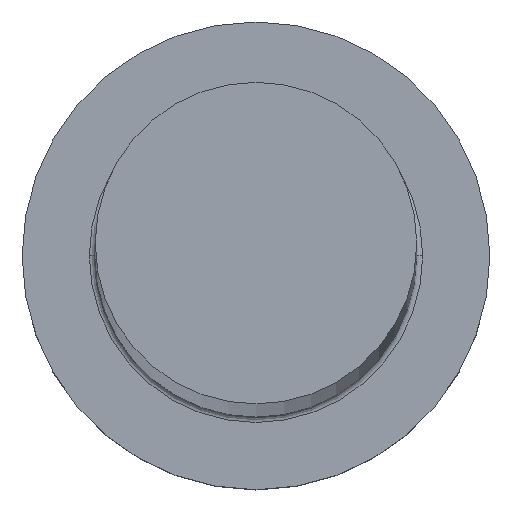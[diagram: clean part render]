
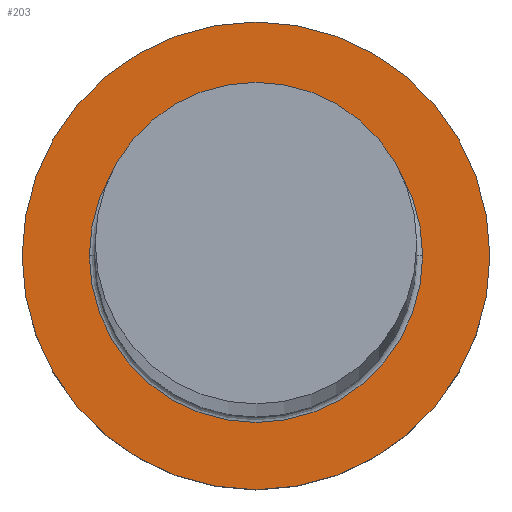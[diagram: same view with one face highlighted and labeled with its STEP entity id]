
A CAD part, top view. The second image highlights one B-rep face of the part: STEP entity #203.
In plain terms, the highlighted planar face has unit normal (0, 0, 1).
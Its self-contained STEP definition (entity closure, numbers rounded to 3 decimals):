
#10 = CARTESIAN_POINT ( 'NONE',  ( 0., 0., 5. ) ) ;
#12 = CARTESIAN_POINT ( 'NONE',  ( -5.7, 0., 5. ) ) ;
#16 = AXIS2_PLACEMENT_3D ( 'NONE', #272, #112, #247 ) ;
#18 = EDGE_LOOP ( 'NONE', ( #139, #284 ) ) ;
#25 = VERTEX_POINT ( 'NONE', #68 ) ;
#30 = AXIS2_PLACEMENT_3D ( 'NONE', #299, #301, #175 ) ;
#32 = FACE_OUTER_BOUND ( 'NONE', #18, .T. ) ;
#43 = VERTEX_POINT ( 'NONE', #132 ) ;
#52 = EDGE_CURVE ( 'NONE', #92, #113, #133, .T. ) ;
#68 = CARTESIAN_POINT ( 'NONE',  ( -8., 0., 5. ) ) ;
#70 = EDGE_CURVE ( 'NONE', #25, #43, #117, .T. ) ;
#83 = DIRECTION ( 'NONE',  ( 0., 0., 1. ) ) ;
#92 = VERTEX_POINT ( 'NONE', #226 ) ;
#94 = EDGE_CURVE ( 'NONE', #43, #25, #188, .T. ) ;
#97 = ORIENTED_EDGE ( 'NONE', *, *, #52, .T. ) ;
#112 = DIRECTION ( 'NONE',  ( 0., 0., -1. ) ) ;
#113 = VERTEX_POINT ( 'NONE', #12 ) ;
#117 = CIRCLE ( 'NONE', #30, 8. ) ;
#126 = CARTESIAN_POINT ( 'NONE',  ( 0., 0., 5. ) ) ;
#132 = CARTESIAN_POINT ( 'NONE',  ( 8., 0., 5. ) ) ;
#133 = CIRCLE ( 'NONE', #16, 5.7 ) ;
#137 = AXIS2_PLACEMENT_3D ( 'NONE', #297, #83, #269 ) ;
#139 = ORIENTED_EDGE ( 'NONE', *, *, #70, .T. ) ;
#149 = EDGE_CURVE ( 'NONE', #113, #92, #216, .T. ) ;
#171 = DIRECTION ( 'NONE',  ( 0., 0., 1. ) ) ;
#174 = DIRECTION ( 'NONE',  ( 1., 0., 0. ) ) ;
#175 = DIRECTION ( 'NONE',  ( 1., 0., 0. ) ) ;
#179 = EDGE_LOOP ( 'NONE', ( #97, #283 ) ) ;
#188 = CIRCLE ( 'NONE', #137, 8. ) ;
#200 = DIRECTION ( 'NONE',  ( 0., 0., -1. ) ) ;
#203 = ADVANCED_FACE ( 'NONE', ( #248, #32 ), #292, .T. ) ;
#216 = CIRCLE ( 'NONE', #228, 5.7 ) ;
#226 = CARTESIAN_POINT ( 'NONE',  ( 5.7, 0., 5. ) ) ;
#228 = AXIS2_PLACEMENT_3D ( 'NONE', #10, #200, #174 ) ;
#247 = DIRECTION ( 'NONE',  ( 1., 0., 0. ) ) ;
#248 = FACE_BOUND ( 'NONE', #179, .T. ) ;
#252 = AXIS2_PLACEMENT_3D ( 'NONE', #126, #171, #267 ) ;
#267 = DIRECTION ( 'NONE',  ( 1., 0., 0. ) ) ;
#269 = DIRECTION ( 'NONE',  ( 1., 0., 0. ) ) ;
#272 = CARTESIAN_POINT ( 'NONE',  ( 0., 0., 5. ) ) ;
#283 = ORIENTED_EDGE ( 'NONE', *, *, #149, .T. ) ;
#284 = ORIENTED_EDGE ( 'NONE', *, *, #94, .T. ) ;
#292 = PLANE ( 'NONE',  #252 ) ;
#297 = CARTESIAN_POINT ( 'NONE',  ( 0., 0., 5. ) ) ;
#299 = CARTESIAN_POINT ( 'NONE',  ( 0., 0., 5. ) ) ;
#301 = DIRECTION ( 'NONE',  ( 0., 0., 1. ) ) ;
